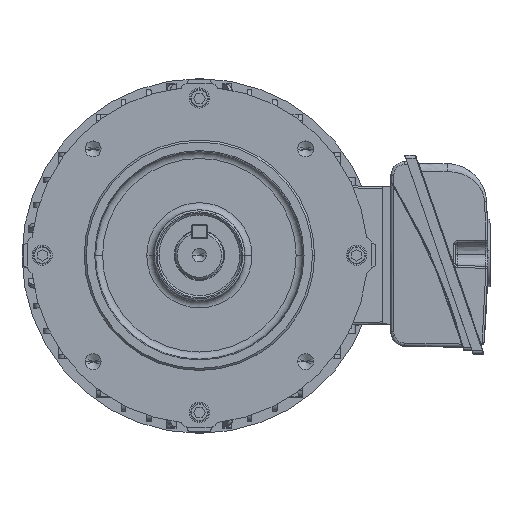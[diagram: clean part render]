
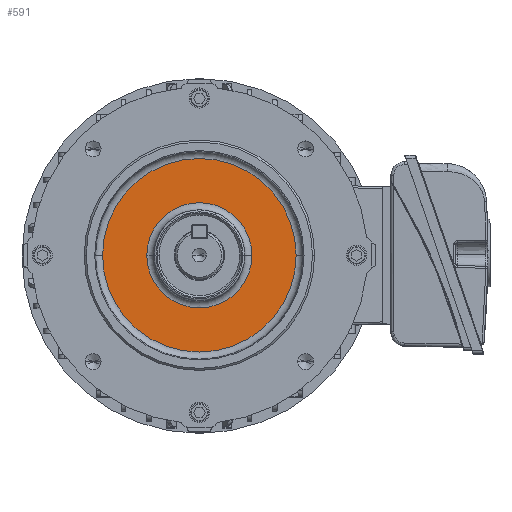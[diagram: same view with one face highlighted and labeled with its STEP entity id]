
A CAD part, top view. The second image highlights one B-rep face of the part: STEP entity #591.
In plain terms, the highlighted planar face has unit normal (0, 0, 1).
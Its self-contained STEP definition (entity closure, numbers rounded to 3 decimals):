
#591 = ADVANCED_FACE ( 'NONE', ( #34730, #14047 ), #34999, .F. ) ;
#2387 = ORIENTED_EDGE ( 'NONE', *, *, #4310, .F. ) ;
#2452 = CARTESIAN_POINT ( 'NONE',  ( -48.018, 0., 0. ) ) ;
#2558 = DIRECTION ( 'NONE',  ( 1., 0., 0. ) ) ;
#2739 = DIRECTION ( 'NONE',  ( 0., 0., -1. ) ) ;
#3434 = VERTEX_POINT ( 'NONE', #44489 ) ;
#4310 = EDGE_CURVE ( 'NONE', #3434, #32941, #28146, .T. ) ;
#4848 = AXIS2_PLACEMENT_3D ( 'NONE', #46545, #2739, #47076 ) ;
#5062 = EDGE_CURVE ( 'NONE', #32941, #3434, #42837, .T. ) ;
#5625 = VERTEX_POINT ( 'NONE', #7956 ) ;
#6063 = CARTESIAN_POINT ( 'NONE',  ( 0., 0., 0. ) ) ;
#7956 = CARTESIAN_POINT ( 'NONE',  ( 48.018, 0., 0. ) ) ;
#9856 = ORIENTED_EDGE ( 'NONE', *, *, #14475, .T. ) ;
#11525 = DIRECTION ( 'NONE',  ( 1., 0., 0. ) ) ;
#14047 = FACE_OUTER_BOUND ( 'NONE', #25384, .T. ) ;
#14475 = EDGE_CURVE ( 'NONE', #15690, #5625, #42358, .T. ) ;
#15301 = DIRECTION ( 'NONE',  ( 0., 0., 1. ) ) ;
#15690 = VERTEX_POINT ( 'NONE', #2452 ) ;
#15749 = AXIS2_PLACEMENT_3D ( 'NONE', #6063, #31325, #2558 ) ;
#18969 = DIRECTION ( 'NONE',  ( 1., 0., 0. ) ) ;
#22694 = AXIS2_PLACEMENT_3D ( 'NONE', #39923, #35376, #18969 ) ;
#23078 = CARTESIAN_POINT ( 'NONE',  ( 0., 0., 0. ) ) ;
#23541 = CIRCLE ( 'NONE', #22694, 48.018 ) ;
#25384 = EDGE_LOOP ( 'NONE', ( #34000, #9856 ) ) ;
#26542 = AXIS2_PLACEMENT_3D ( 'NONE', #38695, #30913, #35201 ) ;
#28146 = CIRCLE ( 'NONE', #40976, 26.083 ) ;
#30913 = DIRECTION ( 'NONE',  ( 0., 0., 1. ) ) ;
#31325 = DIRECTION ( 'NONE',  ( 0., 0., 1. ) ) ;
#32941 = VERTEX_POINT ( 'NONE', #44612 ) ;
#34000 = ORIENTED_EDGE ( 'NONE', *, *, #34920, .T. ) ;
#34730 = FACE_BOUND ( 'NONE', #36830, .T. ) ;
#34920 = EDGE_CURVE ( 'NONE', #5625, #15690, #23541, .T. ) ;
#34999 = PLANE ( 'NONE',  #4848 ) ;
#35201 = DIRECTION ( 'NONE',  ( 1., 0., 0. ) ) ;
#35376 = DIRECTION ( 'NONE',  ( 0., 0., 1. ) ) ;
#36830 = EDGE_LOOP ( 'NONE', ( #2387, #44885 ) ) ;
#38695 = CARTESIAN_POINT ( 'NONE',  ( 0., 0., 0. ) ) ;
#39923 = CARTESIAN_POINT ( 'NONE',  ( 0., 0., 0. ) ) ;
#40976 = AXIS2_PLACEMENT_3D ( 'NONE', #23078, #15301, #11525 ) ;
#42358 = CIRCLE ( 'NONE', #15749, 48.018 ) ;
#42837 = CIRCLE ( 'NONE', #26542, 26.083 ) ;
#44489 = CARTESIAN_POINT ( 'NONE',  ( 26.083, 0., 0. ) ) ;
#44612 = CARTESIAN_POINT ( 'NONE',  ( -26.083, 0., 0. ) ) ;
#44885 = ORIENTED_EDGE ( 'NONE', *, *, #5062, .F. ) ;
#46545 = CARTESIAN_POINT ( 'NONE',  ( 0., 26.083, 0. ) ) ;
#47076 = DIRECTION ( 'NONE',  ( -1., 0., 0. ) ) ;
